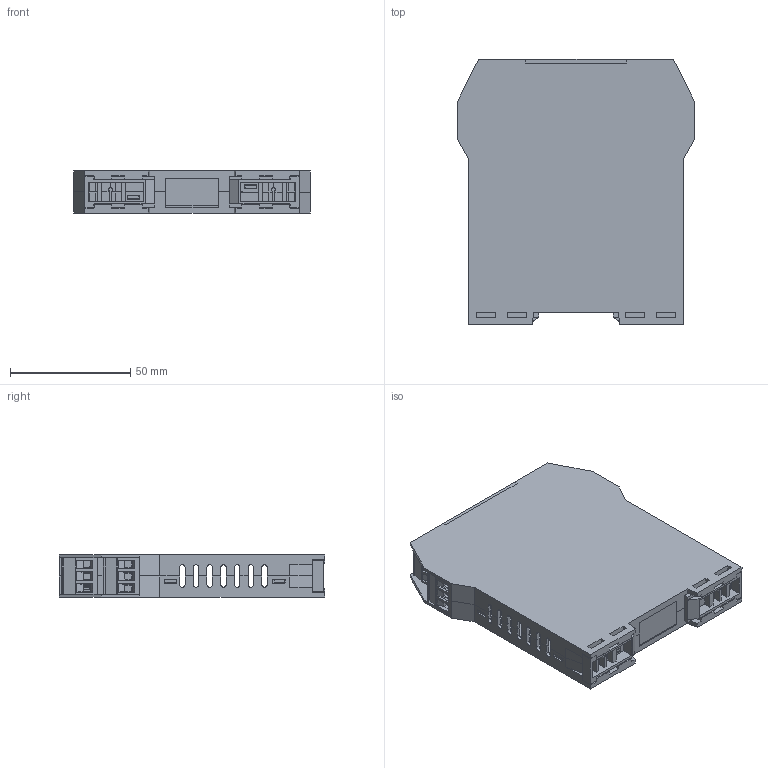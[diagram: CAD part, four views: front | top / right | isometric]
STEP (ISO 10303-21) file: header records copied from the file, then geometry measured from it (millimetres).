
FILE_DESCRIPTION(/* description */ (''),/* implementation_level */ '2;1');
FILE_NAME(/* name */ 'ZC-3AO.iam.stp',/* time_stamp */ '2017-03-13T15:36:15+01:00',/* author */ ('teso'),/* organization */ (''),/* preprocessor_version */ 'ST-DEVELOPER v16.5',/* originating_system */ 'Autodesk Inventor 2017',/* authorisation */ '');
FILE_SCHEMA (('CONFIG_CONTROL_DESIGN','AUTOMOTIVE_DESIGN { 1 0 10303 214 3 1 1 }'));
Length unit declared in the file: millimetre
Products named in the file (12): ZC-3AO; contenitore; gancio fissaggio; connettore bus; Coperchio-post.; Coperchio-ant.; Fix1_MIR4; MSTB_2.5_3-ST-5.08; MSTB_2.5_3-ST-5.08_MIR2; Parte12; micro usb; Parte12_MIR
Assembly tree (14 placements, depth 2):
  ZC-3AO
    contenitore  x2
    gancio fissaggio
    connettore bus
    Coperchio-post.
    Coperchio-ant.
    Fix1_MIR4
    MSTB_2.5_3-ST-5.08  x2
    MSTB_2.5_3-ST-5.08_MIR2  x2
    Parte12
    micro usb
    Parte12_MIR
Bounding box: 98.5 x 110.15 x 17.5 mm (x, y, z)
Volume: 50182.5 mm3; surface area: 66745.9 mm2
Topology: 14 solids, 14 shells, 1684 faces, 4502 edges, 2938 vertices
Faces by surface type: plane 1398, cylinder 282, cone 4
Full cylindrical faces by diameter (mm): 0.609 x4, 1.4 x12, 1.5 x4, 1.6 x4, 2.8 x12, 3 x4, 3.783 x12, 4 x12
Entity records: 29292 total; most frequent: CARTESIAN_POINT 5036, ORIENTED_EDGE 4904, DIRECTION 4718, EDGE_CURVE 2452, LINE 2126, VECTOR 2126, VERTEX_POINT 1614, AXIS2_PLACEMENT_3D 1296
